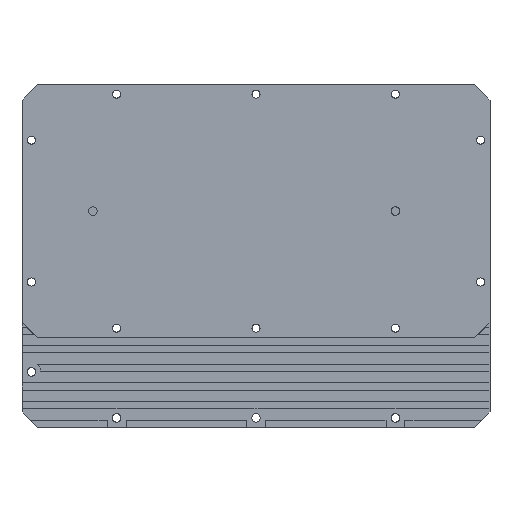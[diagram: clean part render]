
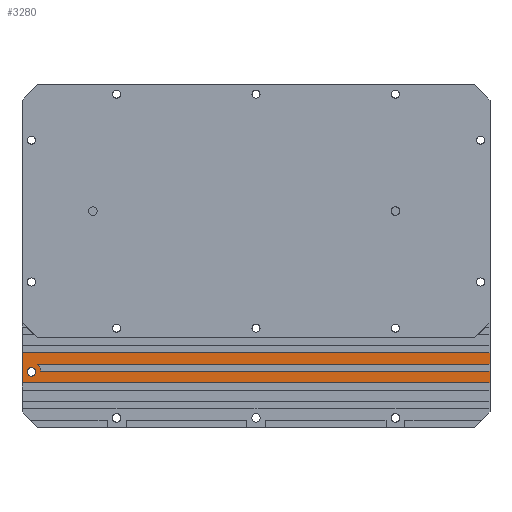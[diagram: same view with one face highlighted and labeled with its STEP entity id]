
A CAD part, top view. The second image highlights one B-rep face of the part: STEP entity #3280.
In plain terms, the highlighted planar face has unit normal (0, 0, 1).
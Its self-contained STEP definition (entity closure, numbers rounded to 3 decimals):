
#4 = VECTOR ( 'NONE', #4106, 1000. ) ;
#63 = VERTEX_POINT ( 'NONE', #5948 ) ;
#108 = CIRCLE ( 'NONE', #7430, 1.8 ) ;
#225 = CARTESIAN_POINT ( 'NONE',  ( 40., -25.485, 3. ) ) ;
#461 = EDGE_CURVE ( 'NONE', #8835, #5277, #1709, .T. ) ;
#478 = CARTESIAN_POINT ( 'NONE',  ( 40., -25.485, 3. ) ) ;
#538 = ORIENTED_EDGE ( 'NONE', *, *, #5131, .F. ) ;
#585 = DIRECTION ( 'NONE',  ( 0., 0., 1. ) ) ;
#645 = VERTEX_POINT ( 'NONE', #1896 ) ;
#826 = FACE_BOUND ( 'NONE', #8267, .T. ) ;
#867 = CARTESIAN_POINT ( 'NONE',  ( 40., -43.333, 3. ) ) ;
#904 = VERTEX_POINT ( 'NONE', #2553 ) ;
#1038 = CARTESIAN_POINT ( 'NONE',  ( -158., -51.222, 3. ) ) ;
#1342 = CARTESIAN_POINT ( 'NONE',  ( 40., -46.333, 3. ) ) ;
#1396 = FACE_OUTER_BOUND ( 'NONE', #6007, .T. ) ;
#1538 = ORIENTED_EDGE ( 'NONE', *, *, #4903, .T. ) ;
#1543 = EDGE_CURVE ( 'NONE', #5277, #3792, #5375, .T. ) ;
#1620 = LINE ( 'NONE', #3209, #4965 ) ;
#1709 = LINE ( 'NONE', #4402, #4151 ) ;
#1797 = DIRECTION ( 'NONE',  ( 0., 1., 0. ) ) ;
#1882 = CARTESIAN_POINT ( 'NONE',  ( -158., -43.333, 3. ) ) ;
#1896 = CARTESIAN_POINT ( 'NONE',  ( -150.003, -46.333, 3. ) ) ;
#1907 = DIRECTION ( 'NONE',  ( 1., 0., 0. ) ) ;
#1920 = DIRECTION ( 'NONE',  ( 1., 0., 0. ) ) ;
#2041 = VERTEX_POINT ( 'NONE', #867 ) ;
#2067 = CARTESIAN_POINT ( 'NONE',  ( -154., -46.5, 3. ) ) ;
#2154 = CARTESIAN_POINT ( 'NONE',  ( 0., 0., 3. ) ) ;
#2477 = LINE ( 'NONE', #478, #4368 ) ;
#2553 = CARTESIAN_POINT ( 'NONE',  ( -152.2, -46.5, 3. ) ) ;
#2745 = CARTESIAN_POINT ( 'NONE',  ( -155.8, -46.5, 3. ) ) ;
#2834 = ORIENTED_EDGE ( 'NONE', *, *, #3415, .F. ) ;
#3060 = EDGE_CURVE ( 'NONE', #8835, #3928, #1620, .T. ) ;
#3209 = CARTESIAN_POINT ( 'NONE',  ( -158., -38.444, 3. ) ) ;
#3280 = ADVANCED_FACE ( 'NONE', ( #826, #1396 ), #6204, .T. ) ;
#3415 = EDGE_CURVE ( 'NONE', #904, #6260, #108, .T. ) ;
#3522 = VERTEX_POINT ( 'NONE', #1342 ) ;
#3529 = ORIENTED_EDGE ( 'NONE', *, *, #1543, .T. ) ;
#3670 = CARTESIAN_POINT ( 'NONE',  ( -158., -38.444, 3. ) ) ;
#3771 = DIRECTION ( 'NONE',  ( 0., 0., 1. ) ) ;
#3781 = DIRECTION ( 'NONE',  ( 1., 0., 0. ) ) ;
#3792 = VERTEX_POINT ( 'NONE', #7865 ) ;
#3826 = EDGE_CURVE ( 'NONE', #3792, #3522, #5882, .T. ) ;
#3870 = CARTESIAN_POINT ( 'NONE',  ( -154., -46.5, 3. ) ) ;
#3884 = DIRECTION ( 'NONE',  ( 1., 0., 0. ) ) ;
#3928 = VERTEX_POINT ( 'NONE', #8006 ) ;
#3951 = AXIS2_PLACEMENT_3D ( 'NONE', #2067, #585, #1907 ) ;
#3967 = EDGE_CURVE ( 'NONE', #63, #2041, #8058, .T. ) ;
#4061 = ORIENTED_EDGE ( 'NONE', *, *, #4660, .F. ) ;
#4106 = DIRECTION ( 'NONE',  ( 1., 0., 0. ) ) ;
#4151 = VECTOR ( 'NONE', #7241, 1000. ) ;
#4179 = CARTESIAN_POINT ( 'NONE',  ( -158., -46.333, 3. ) ) ;
#4273 = DIRECTION ( 'NONE',  ( 0., 0., 1. ) ) ;
#4368 = VECTOR ( 'NONE', #1797, 1000. ) ;
#4402 = CARTESIAN_POINT ( 'NONE',  ( -158., 68.485, 3. ) ) ;
#4654 = VECTOR ( 'NONE', #8640, 1000. ) ;
#4660 = EDGE_CURVE ( 'NONE', #6260, #904, #6960, .T. ) ;
#4903 = EDGE_CURVE ( 'NONE', #2041, #3928, #2477, .T. ) ;
#4932 = DIRECTION ( 'NONE',  ( 1., 0., 0. ) ) ;
#4964 = ORIENTED_EDGE ( 'NONE', *, *, #461, .T. ) ;
#4965 = VECTOR ( 'NONE', #3884, 1000. ) ;
#5131 = EDGE_CURVE ( 'NONE', #645, #3522, #5570, .T. ) ;
#5182 = DIRECTION ( 'NONE',  ( 0., 0., 1. ) ) ;
#5277 = VERTEX_POINT ( 'NONE', #1038 ) ;
#5375 = LINE ( 'NONE', #8088, #4 ) ;
#5570 = LINE ( 'NONE', #4179, #5969 ) ;
#5630 = ORIENTED_EDGE ( 'NONE', *, *, #7685, .T. ) ;
#5871 = CIRCLE ( 'NONE', #6155, 4. ) ;
#5882 = LINE ( 'NONE', #225, #4654 ) ;
#5948 = CARTESIAN_POINT ( 'NONE',  ( -151.556, -43.333, 3. ) ) ;
#5969 = VECTOR ( 'NONE', #4932, 1000. ) ;
#6007 = EDGE_LOOP ( 'NONE', ( #538, #5630, #6335, #1538, #6690, #4964, #3529, #8089 ) ) ;
#6155 = AXIS2_PLACEMENT_3D ( 'NONE', #7889, #5182, #3781 ) ;
#6204 = PLANE ( 'NONE',  #8008 ) ;
#6260 = VERTEX_POINT ( 'NONE', #2745 ) ;
#6335 = ORIENTED_EDGE ( 'NONE', *, *, #3967, .T. ) ;
#6690 = ORIENTED_EDGE ( 'NONE', *, *, #3060, .F. ) ;
#6960 = CIRCLE ( 'NONE', #3951, 1.8 ) ;
#7021 = DIRECTION ( 'NONE',  ( 1., 0., 0. ) ) ;
#7241 = DIRECTION ( 'NONE',  ( 0., -1., 0. ) ) ;
#7430 = AXIS2_PLACEMENT_3D ( 'NONE', #3870, #3771, #7874 ) ;
#7685 = EDGE_CURVE ( 'NONE', #645, #63, #5871, .T. ) ;
#7865 = CARTESIAN_POINT ( 'NONE',  ( 40., -51.222, 3. ) ) ;
#7874 = DIRECTION ( 'NONE',  ( 1., 0., 0. ) ) ;
#7889 = CARTESIAN_POINT ( 'NONE',  ( -154., -46.5, 3. ) ) ;
#8006 = CARTESIAN_POINT ( 'NONE',  ( 40., -38.444, 3. ) ) ;
#8008 = AXIS2_PLACEMENT_3D ( 'NONE', #2154, #4273, #7021 ) ;
#8058 = LINE ( 'NONE', #1882, #8112 ) ;
#8088 = CARTESIAN_POINT ( 'NONE',  ( -158., -51.222, 3. ) ) ;
#8089 = ORIENTED_EDGE ( 'NONE', *, *, #3826, .T. ) ;
#8112 = VECTOR ( 'NONE', #1920, 1000. ) ;
#8267 = EDGE_LOOP ( 'NONE', ( #2834, #4061 ) ) ;
#8640 = DIRECTION ( 'NONE',  ( 0., 1., 0. ) ) ;
#8835 = VERTEX_POINT ( 'NONE', #3670 ) ;
